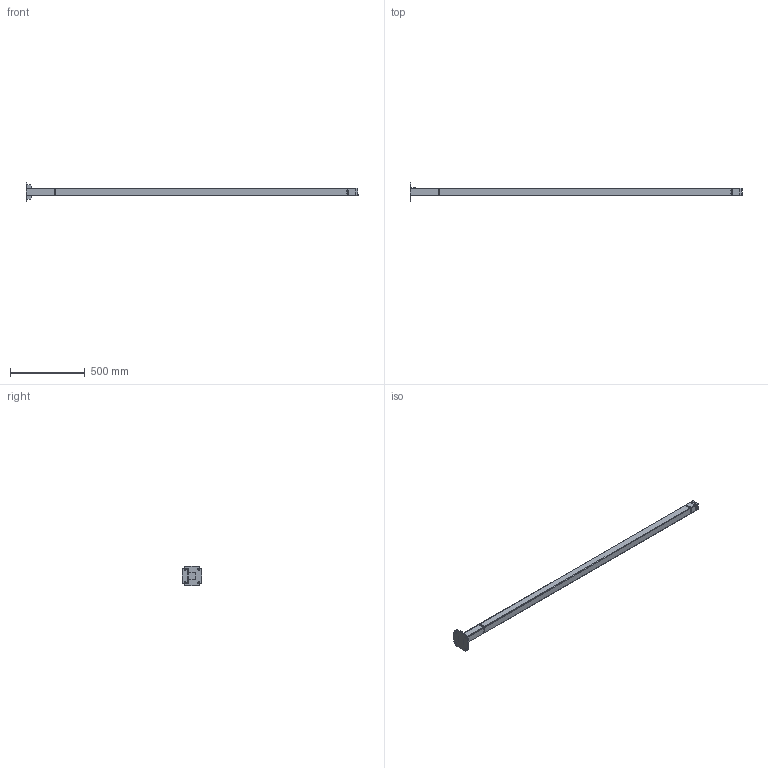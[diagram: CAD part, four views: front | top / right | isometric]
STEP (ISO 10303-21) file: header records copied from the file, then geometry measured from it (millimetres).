
FILE_DESCRIPTION (( 'STEP AP214' ), '1' );
FILE_NAME ('SRF-D-2200.STEP', '2024-10-09T11:19:15', ( '' ), ( '' ), 'SwSTEP 2.0', 'SolidWorks 2021', '' );
FILE_SCHEMA (( 'AUTOMOTIVE_DESIGN' ));
Length unit declared in the file: millimetre
Products named in the file (6): SRF-D-2200; SRF_D_2200_PLAKAR1.; SRF_D_2200_A_KAPAK.; SRF_D_2200_A_FEDER.; SRF_D_2200_DIREK.; s_6_a_x_0
Assembly tree (20 placements, depth 2):
  SRF-D-2200
    SRF_D_2200_DIREK.
    SRF_D_2200_PLAKAR1.
    SRF_D_2200_A_FEDER.
    SRF_D_2200_A_KAPAK.
    s_6_a_x_0  x16
Bounding box: 2220 x 130 x 130 mm (x, y, z)
Volume: 937056.3 mm3; surface area: 893918.1 mm2
Topology: 21 solids, 21 shells, 3704 faces, 10673 edges, 7038 vertices
Faces by surface type: plane 3154, cylinder 196, bspline 190, cone 164
Entity records: 31445 total; most frequent: CARTESIAN_POINT 11089, ORIENTED_EDGE 3616, DIRECTION 2676, EDGE_CURVE 1808, VERTEX_POINT 1158, LINE 980, VECTOR 980, AXIS2_PLACEMENT_3D 848
